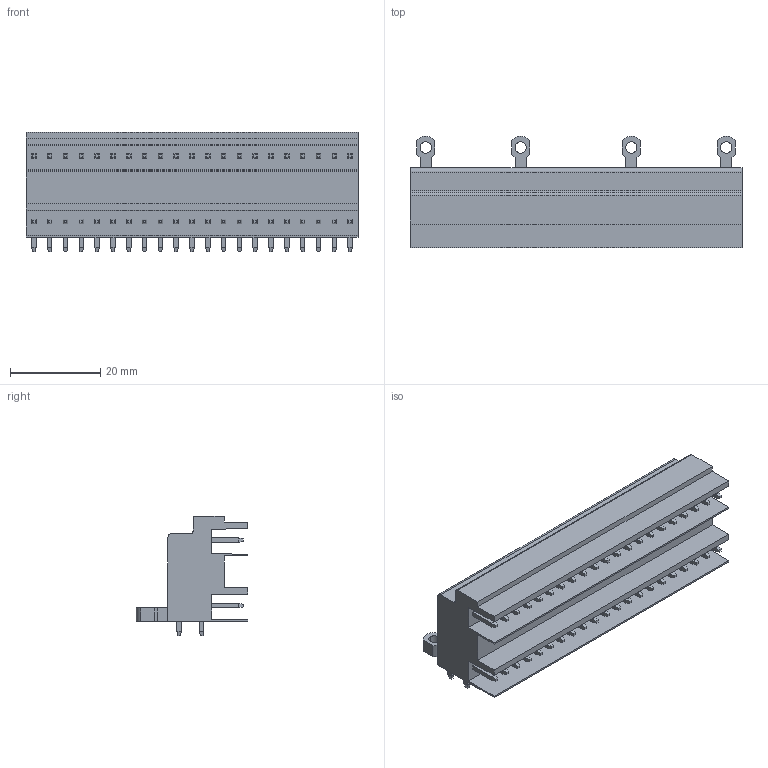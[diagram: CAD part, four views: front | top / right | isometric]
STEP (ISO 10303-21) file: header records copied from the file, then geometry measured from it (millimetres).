
FILE_DESCRIPTION(('CATIA V5 STEP Exchange','CAx-IF Rec.Pracs.--- Model Styling and Organization---1.2---2011-12-15'),'2;1');
FILE_NAME ('D1453938_0_1633540000_1633540000.stp','2018-11-03T07:31:55+00:00',('none'),('Weidmueller'),'CATIA Version 5-6 Release 2014','CATIA V5 STEP AP214','none');
FILE_SCHEMA(('AUTOMOTIVE_DESIGN { 1 0 10303 214 1 1 1 1 }'));
Length unit declared in the file: millimetre
Products named in the file (1): 1633540000
Bounding box: 73.5 x 24.7 x 26.5 mm (x, y, z)
Volume: 19660.1 mm3; surface area: 16762.8 mm2
Topology: 43 solids, 43 shells, 993 faces, 2385 edges, 1478 vertices
Faces by surface type: plane 966, cylinder 27
Entity records: 24573 total; most frequent: ORIENTED_EDGE 4770, CARTESIAN_POINT 4536, DIRECTION 2721, EDGE_CURVE 2385, VECTOR 1995, LINE 1995, VERTEX_POINT 1478, EDGE_LOOP 1085
